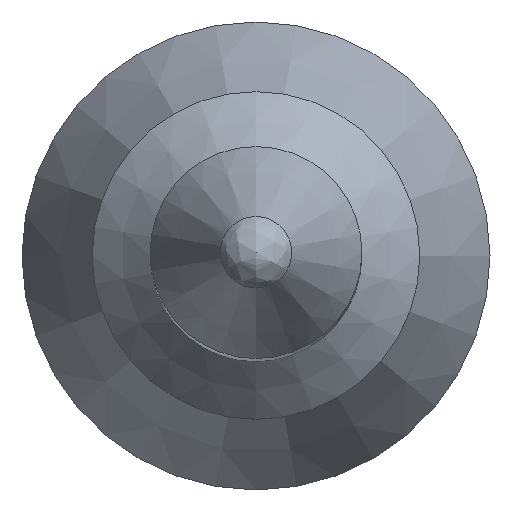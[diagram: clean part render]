
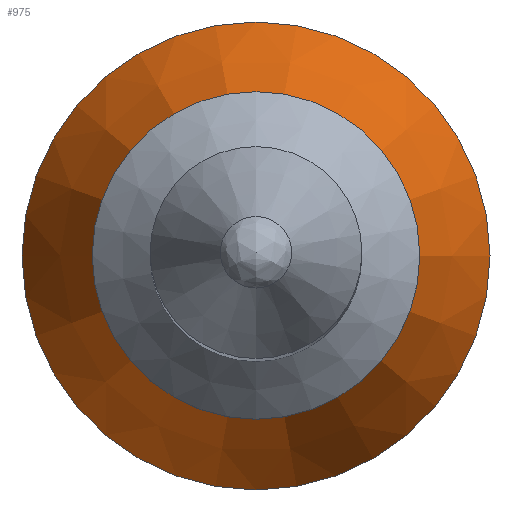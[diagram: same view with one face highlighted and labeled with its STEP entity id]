
A CAD part, top view. The second image highlights one B-rep face of the part: STEP entity #975.
In plain terms, the highlighted conical face has half-angle 24.513 degrees and reference radius 1.75 mm.
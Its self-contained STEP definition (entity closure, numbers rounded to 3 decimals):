
#882=CONICAL_SURFACE('',#3633,1.75,24.513);
#975=ADVANCED_FACE('',(#1177,#1178),#882,.T.);
#1177=FACE_BOUND('',#1245,.T.);
#1178=FACE_BOUND('',#1246,.T.);
#1245=EDGE_LOOP('',(#1463));
#1246=EDGE_LOOP('',(#1464));
#1463=ORIENTED_EDGE('',*,*,#2214,.T.);
#1464=ORIENTED_EDGE('',*,*,#2222,.F.);
#2014=VERTEX_POINT('',#4994);
#2023=VERTEX_POINT('',#5038);
#2214=EDGE_CURVE('',#2014,#2014,#2499,.T.);
#2222=EDGE_CURVE('',#2023,#2023,#2507,.T.);
#2499=CIRCLE('',#3617,0.9);
#2507=CIRCLE('',#3631,1.75);
#3617=AXIS2_PLACEMENT_3D('',#4993,#4009,#4010);
#3631=AXIS2_PLACEMENT_3D('',#5037,#4037,#4038);
#3633=AXIS2_PLACEMENT_3D('',#5040,#4041,#4042);
#4009=DIRECTION('',(0.,0.,-1.));
#4010=DIRECTION('',(1.,0.,0.));
#4037=DIRECTION('',(0.,0.,-1.));
#4038=DIRECTION('',(-1.,0.,0.));
#4041=DIRECTION('',(0.,0.,-1.));
#4042=DIRECTION('',(-1.,0.,0.));
#4993=CARTESIAN_POINT('',(0.,0.,10.864));
#4994=CARTESIAN_POINT('',(0.9,0.,10.864));
#5037=CARTESIAN_POINT('',(0.,0.,9.));
#5038=CARTESIAN_POINT('',(-1.75,0.,9.));
#5040=CARTESIAN_POINT('',(0.,0.,9.));
